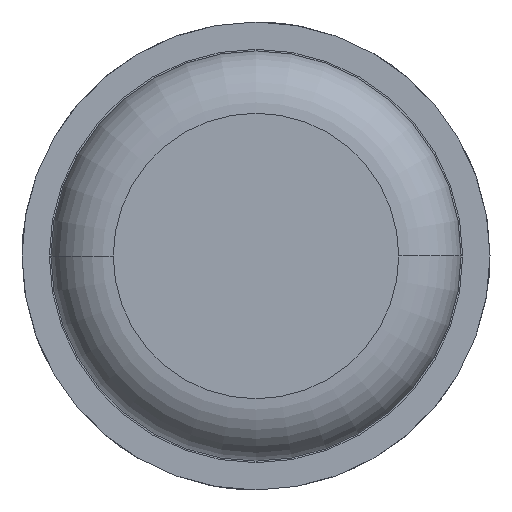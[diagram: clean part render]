
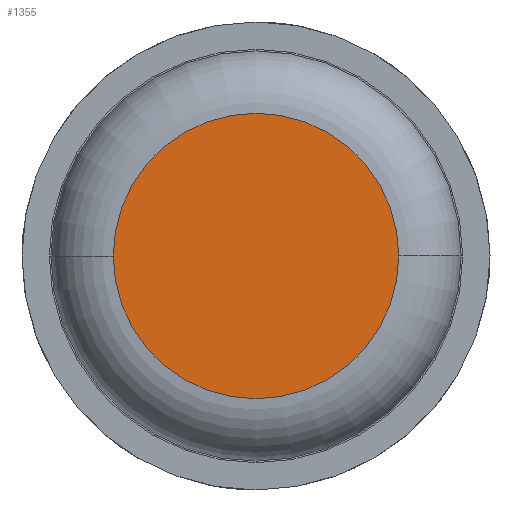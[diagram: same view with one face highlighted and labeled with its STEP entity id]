
A CAD part, front view. The second image highlights one B-rep face of the part: STEP entity #1355.
In plain terms, the highlighted planar face has unit normal (0, -1, 0).
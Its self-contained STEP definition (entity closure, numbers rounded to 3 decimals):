
#167 = DIRECTION ( 'NONE',  ( -1., 0., 0. ) ) ;
#316 = EDGE_CURVE ( 'Defeature ausgef�hrt1_6+Defeature ausgef�hrt1_7+Defeature ausgef�hrt1_7+Defeature ausgef�hrt1_7', #3172, #3170, #2768, .T. ) ;
#548 = CARTESIAN_POINT ( 'NONE',  ( -0.915, 0., 0. ) ) ;
#628 = DIRECTION ( 'NONE',  ( -1., 0., 0. ) ) ;
#641 = CIRCLE ( 'NONE', #2060, 0.915 ) ;
#697 = EDGE_LOOP ( 'NONE', ( #2325, #1759 ) ) ;
#811 = AXIS2_PLACEMENT_3D ( 'NONE', #3202, #2270, #628 ) ;
#1058 = FACE_OUTER_BOUND ( 'NONE', #697, .T. ) ;
#1355 = ADVANCED_FACE ( 'Defeature ausgef�hrt1_6', ( #1058 ), #3535, .F. ) ;
#1640 = EDGE_CURVE ( 'Defeature ausgef�hrt1_6+Defeature ausgef�hrt1_7+Defeature ausgef�hrt1_7+Defeature ausgef�hrt1_7', #3170, #3172, #641, .T. ) ;
#1733 = DIRECTION ( 'NONE',  ( -1., 0., 0. ) ) ;
#1759 = ORIENTED_EDGE ( 'NONE', *, *, #1640, .T. ) ;
#1898 = CARTESIAN_POINT ( 'NONE',  ( 0.915, 0., 0. ) ) ;
#2060 = AXIS2_PLACEMENT_3D ( 'NONE', #3671, #2706, #1733 ) ;
#2123 = DIRECTION ( 'NONE',  ( 0., -1., 0. ) ) ;
#2270 = DIRECTION ( 'NONE',  ( 0., 1., 0. ) ) ;
#2325 = ORIENTED_EDGE ( 'NONE', *, *, #316, .T. ) ;
#2706 = DIRECTION ( 'NONE',  ( 0., -1., 0. ) ) ;
#2768 = CIRCLE ( 'NONE', #3788, 0.915 ) ;
#3118 = CARTESIAN_POINT ( 'NONE',  ( 0., 0., 0. ) ) ;
#3170 = VERTEX_POINT ( 'NONE', #1898 ) ;
#3172 = VERTEX_POINT ( 'NONE', #548 ) ;
#3202 = CARTESIAN_POINT ( 'NONE',  ( 0., 0., 0. ) ) ;
#3535 = PLANE ( 'NONE',  #811 ) ;
#3671 = CARTESIAN_POINT ( 'NONE',  ( 0., 0., 0. ) ) ;
#3788 = AXIS2_PLACEMENT_3D ( 'NONE', #3118, #2123, #167 ) ;
